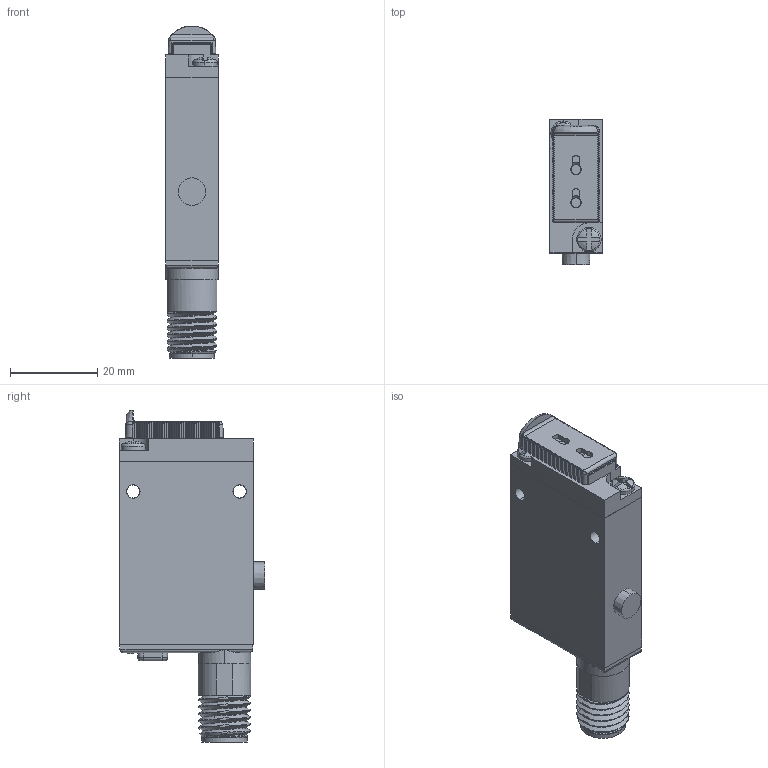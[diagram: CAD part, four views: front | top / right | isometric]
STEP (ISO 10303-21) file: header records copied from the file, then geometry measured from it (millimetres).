
FILE_DESCRIPTION((''),'2;1');
FILE_NAME('154494_SM01_ASM','2025-09-19T15:57:50',('banengservice'),('BANNER ENGINEERING'),'CREO PARAMETRIC BY PTC INC, 2022414','CREO PARAMETRIC BY PTC INC, 2022414','');
FILE_SCHEMA(('CONFIG_CONTROL_DESIGN'));
Length unit declared in the file: millimetre
Products named in the file (2): 154494_EP01; 154494_SM01_ASM
Assembly tree (1 placements, depth 2):
  154494_SM01_ASM
    154494_EP01
Bounding box: 12.04 x 33.32 x 76.22 mm (x, y, z)
Volume: 20408.7 mm3; surface area: 7681.5 mm2
Topology: 1 solids, 1 shells, 633 faces, 1762 edges, 1150 vertices
Faces by surface type: plane 397, cylinder 178, bspline 25, cone 16, sphere 12, torus 5
Entity records: 25164 total; most frequent: CARTESIAN_POINT 9376, ORIENTED_EDGE 3514, DIRECTION 2904, EDGE_CURVE 1757, VECTOR 1236, LINE 1236, VERTEX_POINT 1150, AXIS2_PLACEMENT_3D 834
